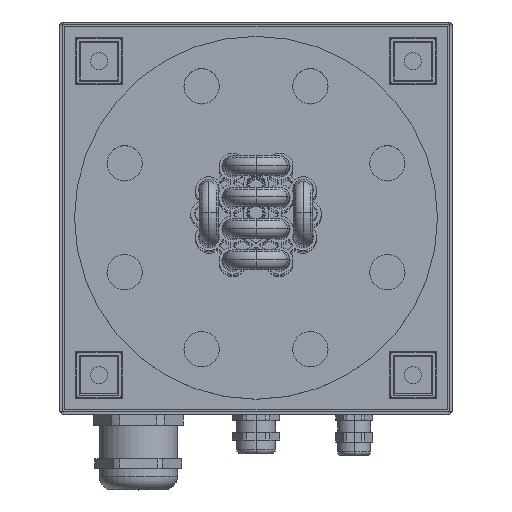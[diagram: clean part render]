
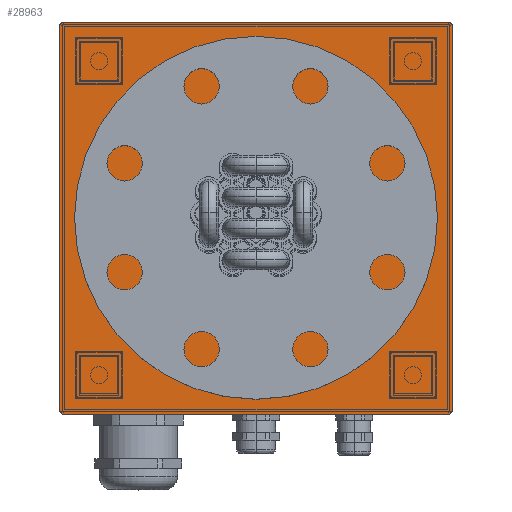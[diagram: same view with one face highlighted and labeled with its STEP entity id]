
A CAD part, top view. The second image highlights one B-rep face of the part: STEP entity #28963.
In plain terms, the highlighted face is planar.
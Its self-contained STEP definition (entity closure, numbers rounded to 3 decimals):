
#130 = VERTEX_POINT ( 'NONE', #19599 ) ;
#375 = CIRCLE ( 'NONE', #22052, 2. ) ;
#779 = DIRECTION ( 'NONE',  ( -1., 0., 0. ) ) ;
#985 = VECTOR ( 'NONE', #10887, 1000. ) ;
#1195 = AXIS2_PLACEMENT_3D ( 'NONE', #3415, #14833, #14299 ) ;
#1961 = VERTEX_POINT ( 'NONE', #18102 ) ;
#2258 = DIRECTION ( 'NONE',  ( 1., 0., 0. ) ) ;
#2278 = AXIS2_PLACEMENT_3D ( 'NONE', #19688, #8636, #779 ) ;
#2992 = EDGE_CURVE ( 'NONE', #7902, #22048, #34622, .T. ) ;
#3349 = VERTEX_POINT ( 'NONE', #10506 ) ;
#3415 = CARTESIAN_POINT ( 'NONE',  ( 0., 0., -4. ) ) ;
#4686 = CARTESIAN_POINT ( 'NONE',  ( 98., -98., -4. ) ) ;
#4710 = CARTESIAN_POINT ( 'NONE',  ( -100., 98., -4. ) ) ;
#4893 = CARTESIAN_POINT ( 'NONE',  ( 45.45, 0., -4. ) ) ;
#4919 = LINE ( 'NONE', #15801, #14703 ) ;
#5895 = DIRECTION ( 'NONE',  ( -1., 0., 0. ) ) ;
#6372 = VERTEX_POINT ( 'NONE', #23688 ) ;
#6504 = CARTESIAN_POINT ( 'NONE',  ( 0., 0., -4. ) ) ;
#7447 = AXIS2_PLACEMENT_3D ( 'NONE', #6504, #8656, #19547 ) ;
#7489 = CARTESIAN_POINT ( 'NONE',  ( -100., -98., -4. ) ) ;
#7766 = EDGE_CURVE ( 'NONE', #130, #8102, #375, .T. ) ;
#7902 = VERTEX_POINT ( 'NONE', #22583 ) ;
#8102 = VERTEX_POINT ( 'NONE', #14077 ) ;
#8636 = DIRECTION ( 'NONE',  ( 0., 0., -1. ) ) ;
#8656 = DIRECTION ( 'NONE',  ( 0., 0., 1. ) ) ;
#8731 = CARTESIAN_POINT ( 'NONE',  ( 100., 98., -4. ) ) ;
#9315 = EDGE_CURVE ( 'NONE', #3349, #7902, #14053, .T. ) ;
#9400 = VECTOR ( 'NONE', #9825, 1000. ) ;
#9650 = CARTESIAN_POINT ( 'NONE',  ( -98., 100., -4. ) ) ;
#9825 = DIRECTION ( 'NONE',  ( -1., 0., 0. ) ) ;
#10506 = CARTESIAN_POINT ( 'NONE',  ( 98., -100., -4. ) ) ;
#10887 = DIRECTION ( 'NONE',  ( 0., 1., 0. ) ) ;
#11036 = AXIS2_PLACEMENT_3D ( 'NONE', #21318, #13421, #21144 ) ;
#11489 = FACE_BOUND ( 'NONE', #32011, .T. ) ;
#11497 = ORIENTED_EDGE ( 'NONE', *, *, #33941, .F. ) ;
#11702 = ORIENTED_EDGE ( 'NONE', *, *, #21617, .F. ) ;
#12049 = VECTOR ( 'NONE', #29365, 1000. ) ;
#12218 = VERTEX_POINT ( 'NONE', #24646 ) ;
#12345 = ORIENTED_EDGE ( 'NONE', *, *, #24680, .T. ) ;
#13120 = CARTESIAN_POINT ( 'NONE',  ( -98., 98., -4. ) ) ;
#13421 = DIRECTION ( 'NONE',  ( 0., 0., 1. ) ) ;
#14053 = CIRCLE ( 'NONE', #29485, 2. ) ;
#14077 = CARTESIAN_POINT ( 'NONE',  ( -100., 98., -4. ) ) ;
#14299 = DIRECTION ( 'NONE',  ( 1., 0., 0. ) ) ;
#14703 = VECTOR ( 'NONE', #2258, 1000. ) ;
#14721 = EDGE_CURVE ( 'NONE', #23996, #1961, #25122, .T. ) ;
#14833 = DIRECTION ( 'NONE',  ( 0., 0., 1. ) ) ;
#14865 = CIRCLE ( 'NONE', #1195, 45.45 ) ;
#15070 = DIRECTION ( 'NONE',  ( 1., 0., 0. ) ) ;
#15801 = CARTESIAN_POINT ( 'NONE',  ( -98., -100., -4. ) ) ;
#16405 = ORIENTED_EDGE ( 'NONE', *, *, #14721, .T. ) ;
#16490 = ORIENTED_EDGE ( 'NONE', *, *, #19543, .F. ) ;
#16648 = PLANE ( 'NONE',  #2278 ) ;
#16814 = CARTESIAN_POINT ( 'NONE',  ( 100., 98., -4. ) ) ;
#17233 = EDGE_CURVE ( 'NONE', #21014, #12218, #17286, .T. ) ;
#17271 = ORIENTED_EDGE ( 'NONE', *, *, #7766, .F. ) ;
#17286 = CIRCLE ( 'NONE', #11036, 2. ) ;
#18102 = CARTESIAN_POINT ( 'NONE',  ( -45.45, 0., -4. ) ) ;
#19543 = EDGE_CURVE ( 'NONE', #22048, #6372, #31689, .T. ) ;
#19547 = DIRECTION ( 'NONE',  ( 1., 0., 0. ) ) ;
#19599 = CARTESIAN_POINT ( 'NONE',  ( -98., 100., -4. ) ) ;
#19688 = CARTESIAN_POINT ( 'NONE',  ( 98., 98., -4. ) ) ;
#19858 = EDGE_LOOP ( 'NONE', ( #16490, #24942, #24904, #11702, #34685, #34757, #17271, #11497 ) ) ;
#21014 = VERTEX_POINT ( 'NONE', #7489 ) ;
#21144 = DIRECTION ( 'NONE',  ( 1., 0., 0. ) ) ;
#21318 = CARTESIAN_POINT ( 'NONE',  ( -98., -98., -4. ) ) ;
#21617 = EDGE_CURVE ( 'NONE', #12218, #3349, #4919, .T. ) ;
#22048 = VERTEX_POINT ( 'NONE', #16814 ) ;
#22052 = AXIS2_PLACEMENT_3D ( 'NONE', #13120, #29380, #15070 ) ;
#22583 = CARTESIAN_POINT ( 'NONE',  ( 100., -98., -4. ) ) ;
#23688 = CARTESIAN_POINT ( 'NONE',  ( 98., 100., -4. ) ) ;
#23996 = VERTEX_POINT ( 'NONE', #4893 ) ;
#24646 = CARTESIAN_POINT ( 'NONE',  ( -98., -100., -4. ) ) ;
#24680 = EDGE_CURVE ( 'NONE', #1961, #23996, #14865, .T. ) ;
#24904 = ORIENTED_EDGE ( 'NONE', *, *, #9315, .F. ) ;
#24942 = ORIENTED_EDGE ( 'NONE', *, *, #2992, .F. ) ;
#25122 = CIRCLE ( 'NONE', #7447, 45.45 ) ;
#25969 = DIRECTION ( 'NONE',  ( 1., 0., 0. ) ) ;
#26075 = LINE ( 'NONE', #9650, #9400 ) ;
#26138 = DIRECTION ( 'NONE',  ( 0., 0., 1. ) ) ;
#28038 = CARTESIAN_POINT ( 'NONE',  ( 98., 98., -4. ) ) ;
#28963 = ADVANCED_FACE ( 'NONE', ( #11489, #30417 ), #16648, .T. ) ;
#29365 = DIRECTION ( 'NONE',  ( 0., -1., 0. ) ) ;
#29380 = DIRECTION ( 'NONE',  ( 0., 0., 1. ) ) ;
#29485 = AXIS2_PLACEMENT_3D ( 'NONE', #4686, #26138, #25969 ) ;
#30417 = FACE_OUTER_BOUND ( 'NONE', #19858, .T. ) ;
#30880 = DIRECTION ( 'NONE',  ( 0., 0., 1. ) ) ;
#30907 = EDGE_CURVE ( 'NONE', #8102, #21014, #31681, .T. ) ;
#31681 = LINE ( 'NONE', #4710, #12049 ) ;
#31689 = CIRCLE ( 'NONE', #35110, 2. ) ;
#32011 = EDGE_LOOP ( 'NONE', ( #16405, #12345 ) ) ;
#33941 = EDGE_CURVE ( 'NONE', #6372, #130, #26075, .T. ) ;
#34622 = LINE ( 'NONE', #8731, #985 ) ;
#34685 = ORIENTED_EDGE ( 'NONE', *, *, #17233, .F. ) ;
#34757 = ORIENTED_EDGE ( 'NONE', *, *, #30907, .F. ) ;
#35110 = AXIS2_PLACEMENT_3D ( 'NONE', #28038, #30880, #5895 ) ;
